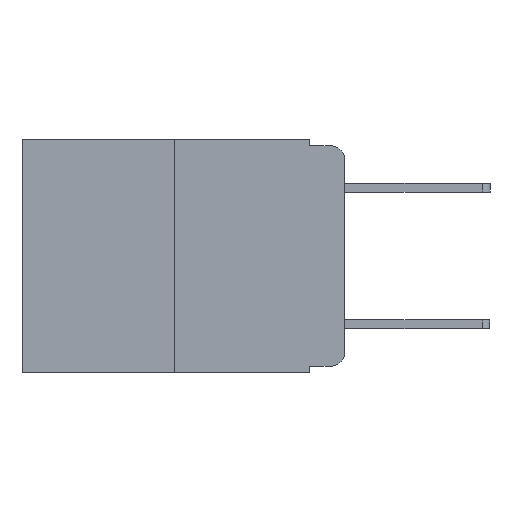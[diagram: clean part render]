
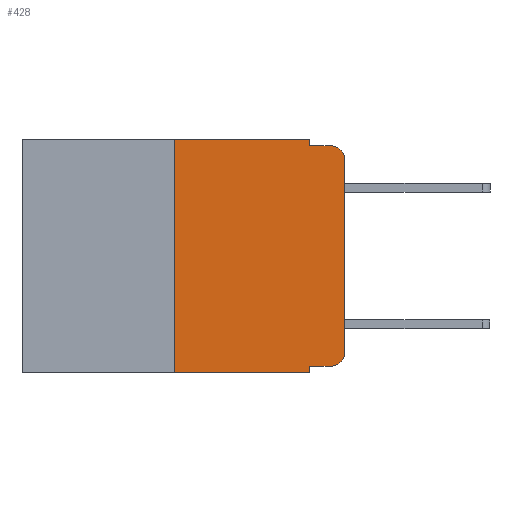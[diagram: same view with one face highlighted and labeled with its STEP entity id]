
A CAD part, left-side view. The second image highlights one B-rep face of the part: STEP entity #428.
In plain terms, the highlighted planar face has unit normal (-1, 0, 0).
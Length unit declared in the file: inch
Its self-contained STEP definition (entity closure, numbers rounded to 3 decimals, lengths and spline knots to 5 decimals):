
#80 = VECTOR ( 'NONE', #2763, 39.37008 ) ;
#295 = AXIS2_PLACEMENT_3D ( 'NONE', #14674, #6256, #16085 ) ;
#428 = ADVANCED_FACE ( 'NONE', ( #3656 ), #8066, .F. ) ;
#781 = CARTESIAN_POINT ( 'NONE',  ( 0., 0.051, -0.01 ) ) ;
#937 = LINE ( 'NONE', #14455, #11732 ) ;
#987 = EDGE_CURVE ( 'NONE', #11746, #15308, #8913, .T. ) ;
#1637 = EDGE_CURVE ( 'NONE', #14885, #8587, #9540, .T. ) ;
#1662 = DIRECTION ( 'NONE',  ( 0., -1., 0. ) ) ;
#1827 = AXIS2_PLACEMENT_3D ( 'NONE', #8050, #7996, #10271 ) ;
#2123 = EDGE_LOOP ( 'NONE', ( #17785, #17936, #5944, #14911, #18001, #13880, #6315, #5524, #10109, #17544 ) ) ;
#2763 = DIRECTION ( 'NONE',  ( 0., -1., 0. ) ) ;
#3385 = VECTOR ( 'NONE', #6058, 39.37008 ) ;
#3656 = FACE_OUTER_BOUND ( 'NONE', #2123, .T. ) ;
#3977 = DIRECTION ( 'NONE',  ( 0., 0., -1. ) ) ;
#4061 = CARTESIAN_POINT ( 'NONE',  ( 0., 0.473, 0. ) ) ;
#4090 = EDGE_CURVE ( 'NONE', #5053, #12736, #15383, .T. ) ;
#4250 = CARTESIAN_POINT ( 'NONE',  ( 0., 0.25, 0. ) ) ;
#4524 = EDGE_CURVE ( 'NONE', #8587, #5124, #937, .T. ) ;
#4552 = CARTESIAN_POINT ( 'NONE',  ( 0., 0.25, -0.343 ) ) ;
#4623 = VERTEX_POINT ( 'NONE', #14697 ) ;
#4638 = DIRECTION ( 'NONE',  ( 0., 0., 1. ) ) ;
#4660 = CARTESIAN_POINT ( 'NONE',  ( 0., 0.051, -0.01 ) ) ;
#5053 = VERTEX_POINT ( 'NONE', #4552 ) ;
#5124 = VERTEX_POINT ( 'NONE', #7565 ) ;
#5266 = DIRECTION ( 'NONE',  ( -1., 0., 0. ) ) ;
#5524 = ORIENTED_EDGE ( 'NONE', *, *, #7201, .F. ) ;
#5944 = ORIENTED_EDGE ( 'NONE', *, *, #11122, .F. ) ;
#6058 = DIRECTION ( 'NONE',  ( 0., -1., 0. ) ) ;
#6248 = LINE ( 'NONE', #4061, #16999 ) ;
#6256 = DIRECTION ( 'NONE',  ( -1., 0., 0. ) ) ;
#6315 = ORIENTED_EDGE ( 'NONE', *, *, #4090, .T. ) ;
#6844 = CARTESIAN_POINT ( 'NONE',  ( 0., 0.02, -0.333 ) ) ;
#7201 = EDGE_CURVE ( 'NONE', #16716, #12736, #12059, .T. ) ;
#7565 = CARTESIAN_POINT ( 'NONE',  ( 0., 0., -0.03 ) ) ;
#7596 = LINE ( 'NONE', #12618, #80 ) ;
#7735 = CARTESIAN_POINT ( 'NONE',  ( 0., 0.02, -0.313 ) ) ;
#7996 = DIRECTION ( 'NONE',  ( 1., 0., 0. ) ) ;
#8050 = CARTESIAN_POINT ( 'NONE',  ( 0., 0.473, 0. ) ) ;
#8066 = PLANE ( 'NONE',  #1827 ) ;
#8280 = CARTESIAN_POINT ( 'NONE',  ( 0., 0.051, -0.333 ) ) ;
#8319 = VECTOR ( 'NONE', #11432, 39.37008 ) ;
#8331 = VERTEX_POINT ( 'NONE', #8640 ) ;
#8587 = VERTEX_POINT ( 'NONE', #13284 ) ;
#8640 = CARTESIAN_POINT ( 'NONE',  ( 0., 0.25, 0. ) ) ;
#8845 = EDGE_CURVE ( 'NONE', #8331, #11746, #6248, .T. ) ;
#8888 = EDGE_CURVE ( 'NONE', #5053, #8331, #16573, .T. ) ;
#8913 = LINE ( 'NONE', #17305, #16366 ) ;
#9540 = CIRCLE ( 'NONE', #13774, 0.02 ) ;
#10109 = ORIENTED_EDGE ( 'NONE', *, *, #16250, .T. ) ;
#10271 = DIRECTION ( 'NONE',  ( 0., 0., -1. ) ) ;
#11122 = EDGE_CURVE ( 'NONE', #15308, #4623, #14586, .T. ) ;
#11432 = DIRECTION ( 'NONE',  ( 0., 0., -1. ) ) ;
#11595 = CARTESIAN_POINT ( 'NONE',  ( 0., 0.051, 0. ) ) ;
#11674 = VECTOR ( 'NONE', #1662, 39.37008 ) ;
#11732 = VECTOR ( 'NONE', #4638, 39.37008 ) ;
#11746 = VERTEX_POINT ( 'NONE', #11595 ) ;
#12059 = LINE ( 'NONE', #14175, #8319 ) ;
#12444 = VECTOR ( 'NONE', #14075, 39.37008 ) ;
#12618 = CARTESIAN_POINT ( 'NONE',  ( 0., 0.051, -0.333 ) ) ;
#12736 = VERTEX_POINT ( 'NONE', #17868 ) ;
#13133 = CIRCLE ( 'NONE', #295, 0.02 ) ;
#13284 = CARTESIAN_POINT ( 'NONE',  ( 0., 0., -0.313 ) ) ;
#13434 = CARTESIAN_POINT ( 'NONE',  ( 0., 0.473, -0.343 ) ) ;
#13774 = AXIS2_PLACEMENT_3D ( 'NONE', #7735, #5266, #3977 ) ;
#13880 = ORIENTED_EDGE ( 'NONE', *, *, #8888, .F. ) ;
#14075 = DIRECTION ( 'NONE',  ( 0., 0., 1. ) ) ;
#14175 = CARTESIAN_POINT ( 'NONE',  ( 0., 0.051, 0. ) ) ;
#14455 = CARTESIAN_POINT ( 'NONE',  ( 0., 0., 0. ) ) ;
#14586 = LINE ( 'NONE', #4660, #3385 ) ;
#14674 = CARTESIAN_POINT ( 'NONE',  ( 0., 0.02, -0.03 ) ) ;
#14697 = CARTESIAN_POINT ( 'NONE',  ( 0., 0.02, -0.01 ) ) ;
#14885 = VERTEX_POINT ( 'NONE', #6844 ) ;
#14911 = ORIENTED_EDGE ( 'NONE', *, *, #987, .F. ) ;
#15230 = EDGE_CURVE ( 'NONE', #5124, #4623, #13133, .T. ) ;
#15284 = DIRECTION ( 'NONE',  ( 0., -1., 0. ) ) ;
#15308 = VERTEX_POINT ( 'NONE', #781 ) ;
#15383 = LINE ( 'NONE', #13434, #11674 ) ;
#16085 = DIRECTION ( 'NONE',  ( 0., 0., -1. ) ) ;
#16250 = EDGE_CURVE ( 'NONE', #16716, #14885, #7596, .T. ) ;
#16366 = VECTOR ( 'NONE', #17085, 39.37008 ) ;
#16573 = LINE ( 'NONE', #4250, #12444 ) ;
#16716 = VERTEX_POINT ( 'NONE', #8280 ) ;
#16999 = VECTOR ( 'NONE', #15284, 39.37008 ) ;
#17085 = DIRECTION ( 'NONE',  ( 0., 0., -1. ) ) ;
#17305 = CARTESIAN_POINT ( 'NONE',  ( 0., 0.051, 0. ) ) ;
#17544 = ORIENTED_EDGE ( 'NONE', *, *, #1637, .T. ) ;
#17785 = ORIENTED_EDGE ( 'NONE', *, *, #4524, .T. ) ;
#17868 = CARTESIAN_POINT ( 'NONE',  ( 0., 0.051, -0.343 ) ) ;
#17936 = ORIENTED_EDGE ( 'NONE', *, *, #15230, .T. ) ;
#18001 = ORIENTED_EDGE ( 'NONE', *, *, #8845, .F. ) ;
